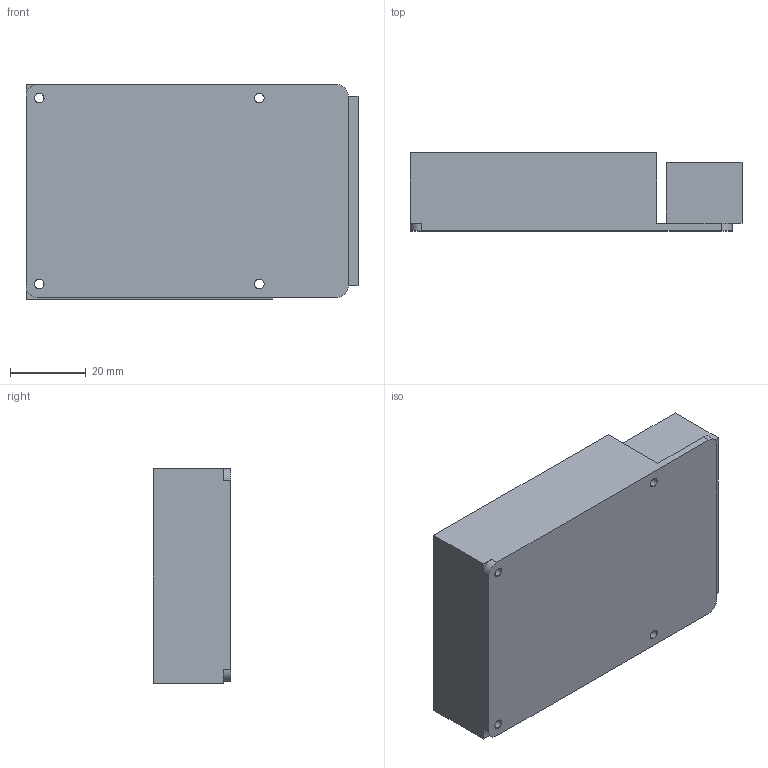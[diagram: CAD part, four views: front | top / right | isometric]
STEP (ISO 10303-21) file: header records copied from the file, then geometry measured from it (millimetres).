
FILE_DESCRIPTION (( 'STEP AP214' ), '1' );
FILE_NAME ('rpi4B.STEP', '2024-05-09T04:26:21', ( '' ), ( '' ), 'SwSTEP 2.0', 'SolidWorks 2023', '' );
FILE_SCHEMA (( 'AUTOMOTIVE_DESIGN' ));
Length unit declared in the file: millimetre
Products named in the file (1): rpi4B
Bounding box: 87.5 x 20.5 x 56.5 mm (x, y, z)
Volume: 93043.3 mm3; surface area: 17721.2 mm2
Topology: 1 solids, 1 shells, 29 faces, 76 edges, 49 vertices
Faces by surface type: plane 17, cylinder 12
Entity records: 933 total; most frequent: DIRECTION 160, CARTESIAN_POINT 155, ORIENTED_EDGE 152, EDGE_CURVE 76, AXIS2_PLACEMENT_3D 54, LINE 52, VECTOR 52, VERTEX_POINT 49
